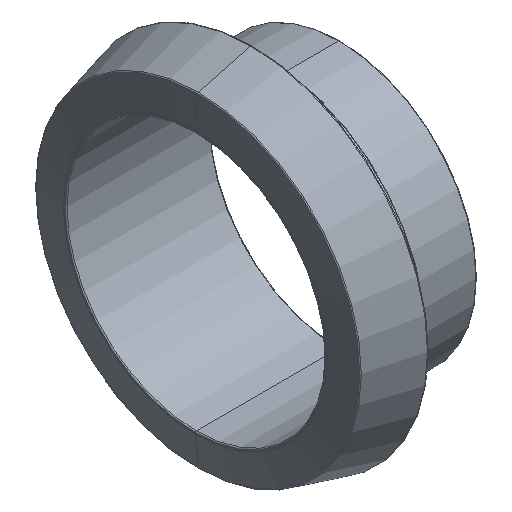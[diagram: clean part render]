
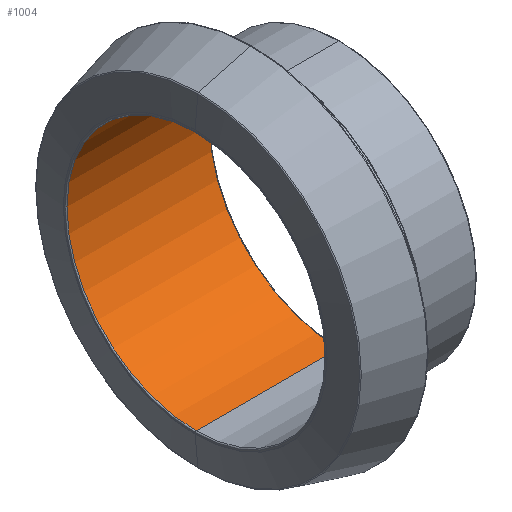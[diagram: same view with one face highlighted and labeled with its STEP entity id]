
A CAD part, isometric view. The second image highlights one B-rep face of the part: STEP entity #1004.
In plain terms, the highlighted cylindrical face has radius 25 mm (diameter 50 mm), a partial arc.
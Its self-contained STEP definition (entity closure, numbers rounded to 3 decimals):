
#975 = EDGE_LOOP ( 'NONE', ( #12534, #2057, #15548, #5090 ) ) ;
#1004 = ADVANCED_FACE ( 'NONE', ( #5099 ), #2430, .F. ) ;
#1692 = VECTOR ( 'NONE', #6602, 1000. ) ;
#1828 = EDGE_CURVE ( 'NONE', #5917, #15897, #3087, .T. ) ;
#2057 = ORIENTED_EDGE ( 'NONE', *, *, #4727, .T. ) ;
#2430 = CYLINDRICAL_SURFACE ( 'NONE', #14133, 25. ) ;
#3087 = CIRCLE ( 'NONE', #6182, 25. ) ;
#3458 = CIRCLE ( 'NONE', #4066, 25. ) ;
#4066 = AXIS2_PLACEMENT_3D ( 'NONE', #11167, #5653, #15588 ) ;
#4727 = EDGE_CURVE ( 'NONE', #12671, #11199, #3458, .T. ) ;
#5090 = ORIENTED_EDGE ( 'NONE', *, *, #1828, .T. ) ;
#5099 = FACE_OUTER_BOUND ( 'NONE', #975, .T. ) ;
#5653 = DIRECTION ( 'NONE',  ( 1., 0., 0. ) ) ;
#5917 = VERTEX_POINT ( 'NONE', #7487 ) ;
#6074 = DIRECTION ( 'NONE',  ( -1., 0., 0. ) ) ;
#6182 = AXIS2_PLACEMENT_3D ( 'NONE', #17239, #14407, #14599 ) ;
#6602 = DIRECTION ( 'NONE',  ( -1., 0., 0. ) ) ;
#7487 = CARTESIAN_POINT ( 'NONE',  ( 0.2, 0., 25. ) ) ;
#9517 = VECTOR ( 'NONE', #6074, 1000. ) ;
#9689 = CARTESIAN_POINT ( 'NONE',  ( 0., 0., 0. ) ) ;
#11167 = CARTESIAN_POINT ( 'NONE',  ( 27.8, 0., 0. ) ) ;
#11199 = VERTEX_POINT ( 'NONE', #18375 ) ;
#12383 = EDGE_CURVE ( 'NONE', #11199, #5917, #16171, .T. ) ;
#12534 = ORIENTED_EDGE ( 'NONE', *, *, #13612, .F. ) ;
#12671 = VERTEX_POINT ( 'NONE', #15598 ) ;
#13612 = EDGE_CURVE ( 'NONE', #12671, #15897, #13939, .T. ) ;
#13939 = LINE ( 'NONE', #17046, #9517 ) ;
#14113 = DIRECTION ( 'NONE',  ( 0., 0., 1. ) ) ;
#14133 = AXIS2_PLACEMENT_3D ( 'NONE', #9689, #16817, #14113 ) ;
#14407 = DIRECTION ( 'NONE',  ( -1., 0., 0. ) ) ;
#14599 = DIRECTION ( 'NONE',  ( 0., 0., -1. ) ) ;
#15548 = ORIENTED_EDGE ( 'NONE', *, *, #12383, .T. ) ;
#15588 = DIRECTION ( 'NONE',  ( 0., 0., 1. ) ) ;
#15598 = CARTESIAN_POINT ( 'NONE',  ( 27.8, 0., -25. ) ) ;
#15897 = VERTEX_POINT ( 'NONE', #16094 ) ;
#16094 = CARTESIAN_POINT ( 'NONE',  ( 0.2, 0., -25. ) ) ;
#16171 = LINE ( 'NONE', #17783, #1692 ) ;
#16817 = DIRECTION ( 'NONE',  ( -1., 0., 0. ) ) ;
#17046 = CARTESIAN_POINT ( 'NONE',  ( 0., 0., -25. ) ) ;
#17239 = CARTESIAN_POINT ( 'NONE',  ( 0.2, 0., 0. ) ) ;
#17783 = CARTESIAN_POINT ( 'NONE',  ( 0., 0., 25. ) ) ;
#18375 = CARTESIAN_POINT ( 'NONE',  ( 27.8, 0., 25. ) ) ;
